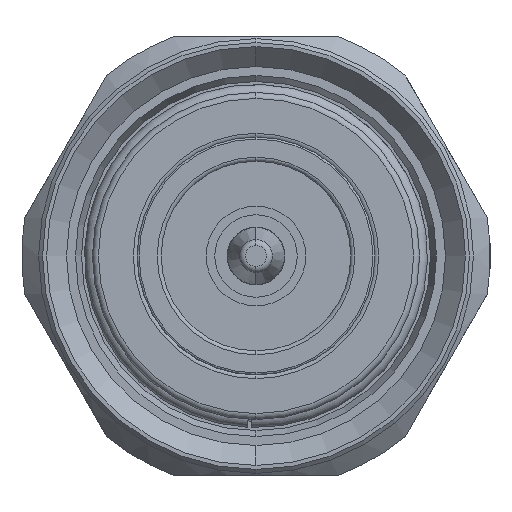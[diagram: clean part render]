
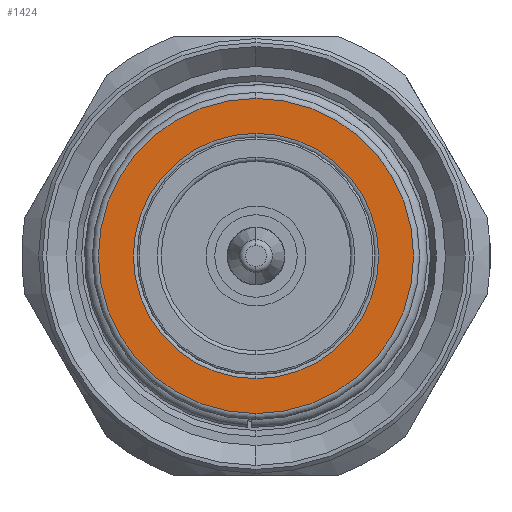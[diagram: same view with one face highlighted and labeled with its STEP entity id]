
A CAD part, left-side view. The second image highlights one B-rep face of the part: STEP entity #1424.
In plain terms, the highlighted planar face has unit normal (-1, 0, 0).
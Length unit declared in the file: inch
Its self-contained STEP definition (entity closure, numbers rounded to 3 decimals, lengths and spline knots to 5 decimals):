
#17 = AXIS2_PLACEMENT_3D ( 'NONE', #958, #5050, #6682 ) ;
#181 = CARTESIAN_POINT ( 'NONE',  ( 0.20472, 0., -0.31102 ) ) ;
#183 = CARTESIAN_POINT ( 'NONE',  ( 0.20472, 0., -0.24213 ) ) ;
#197 = ORIENTED_EDGE ( 'NONE', *, *, #1410, .T. ) ;
#303 = DIRECTION ( 'NONE',  ( 1., 0., 0. ) ) ;
#439 = CIRCLE ( 'NONE', #542, 0.31102 ) ;
#542 = AXIS2_PLACEMENT_3D ( 'NONE', #5754, #5221, #6508 ) ;
#626 = EDGE_CURVE ( 'NONE', #2603, #2355, #4032, .T. ) ;
#707 = VERTEX_POINT ( 'NONE', #2684 ) ;
#727 = DIRECTION ( 'NONE',  ( 0., 0., 1. ) ) ;
#958 = CARTESIAN_POINT ( 'NONE',  ( 0.20472, 0., 0. ) ) ;
#1100 = CARTESIAN_POINT ( 'NONE',  ( 0.20472, 0., 0.24213 ) ) ;
#1110 = CARTESIAN_POINT ( 'NONE',  ( 0.20472, 0., 0. ) ) ;
#1348 = DIRECTION ( 'NONE',  ( -1., 0., 0. ) ) ;
#1410 = EDGE_CURVE ( 'NONE', #707, #5046, #439, .T. ) ;
#1424 = ADVANCED_FACE ( 'NONE', ( #1834, #3414 ), #2343, .F. ) ;
#1427 = ORIENTED_EDGE ( 'NONE', *, *, #4203, .T. ) ;
#1834 = FACE_OUTER_BOUND ( 'NONE', #2186, .T. ) ;
#1892 = ORIENTED_EDGE ( 'NONE', *, *, #626, .F. ) ;
#2163 = EDGE_LOOP ( 'NONE', ( #1892, #5110 ) ) ;
#2186 = EDGE_LOOP ( 'NONE', ( #197, #1427 ) ) ;
#2261 = DIRECTION ( 'NONE',  ( -1., 0., 0. ) ) ;
#2343 = PLANE ( 'NONE',  #4137 ) ;
#2355 = VERTEX_POINT ( 'NONE', #183 ) ;
#2561 = CIRCLE ( 'NONE', #3111, 0.24213 ) ;
#2603 = VERTEX_POINT ( 'NONE', #1100 ) ;
#2684 = CARTESIAN_POINT ( 'NONE',  ( 0.20472, 0., 0.31102 ) ) ;
#2741 = CIRCLE ( 'NONE', #17, 0.31102 ) ;
#2891 = DIRECTION ( 'NONE',  ( 0., 0., 1. ) ) ;
#3111 = AXIS2_PLACEMENT_3D ( 'NONE', #6499, #1348, #2891 ) ;
#3143 = EDGE_CURVE ( 'NONE', #2355, #2603, #2561, .T. ) ;
#3414 = FACE_BOUND ( 'NONE', #2163, .T. ) ;
#3874 = DIRECTION ( 'NONE',  ( 0., 1., 0. ) ) ;
#4032 = CIRCLE ( 'NONE', #6463, 0.24213 ) ;
#4137 = AXIS2_PLACEMENT_3D ( 'NONE', #4425, #303, #3874 ) ;
#4203 = EDGE_CURVE ( 'NONE', #5046, #707, #2741, .T. ) ;
#4425 = CARTESIAN_POINT ( 'NONE',  ( 0.20472, 0.24213, 0. ) ) ;
#5046 = VERTEX_POINT ( 'NONE', #181 ) ;
#5050 = DIRECTION ( 'NONE',  ( -1., 0., 0. ) ) ;
#5110 = ORIENTED_EDGE ( 'NONE', *, *, #3143, .F. ) ;
#5221 = DIRECTION ( 'NONE',  ( -1., 0., 0. ) ) ;
#5754 = CARTESIAN_POINT ( 'NONE',  ( 0.20472, 0., 0. ) ) ;
#6463 = AXIS2_PLACEMENT_3D ( 'NONE', #1110, #2261, #727 ) ;
#6499 = CARTESIAN_POINT ( 'NONE',  ( 0.20472, 0., 0. ) ) ;
#6508 = DIRECTION ( 'NONE',  ( 0., 0., 1. ) ) ;
#6682 = DIRECTION ( 'NONE',  ( 0., 0., 1. ) ) ;
